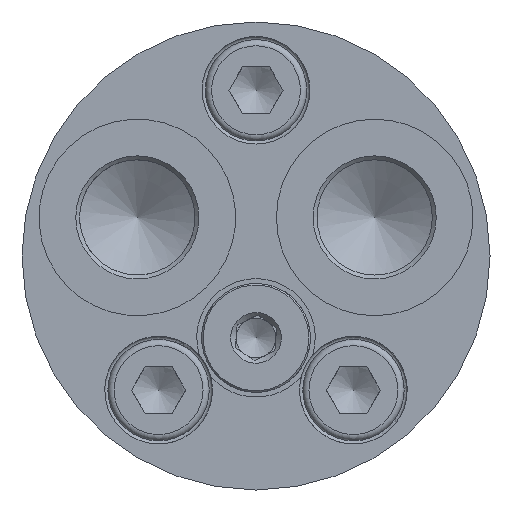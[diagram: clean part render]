
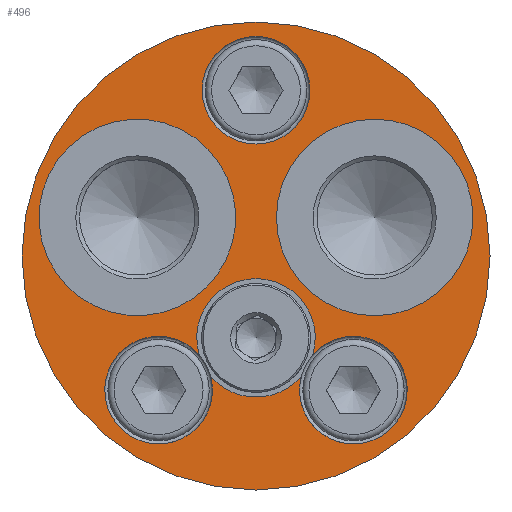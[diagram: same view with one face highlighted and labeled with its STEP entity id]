
A CAD part, front view. The second image highlights one B-rep face of the part: STEP entity #496.
In plain terms, the highlighted planar face has unit normal (0, -1, 0).
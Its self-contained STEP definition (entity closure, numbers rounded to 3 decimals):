
#496=ADVANCED_FACE('',(#877,#878,#879,#880,#751),#665,.T.);
#665=PLANE('',#2655);
#751=FACE_OUTER_BOUND('',#1099,.T.);
#877=FACE_BOUND('',#1095,.T.);
#878=FACE_BOUND('',#1096,.T.);
#879=FACE_BOUND('',#1097,.T.);
#880=FACE_BOUND('',#1098,.T.);
#1095=EDGE_LOOP('',(#1487));
#1096=EDGE_LOOP('',(#1488));
#1097=EDGE_LOOP('',(#1489,#1490,#1491,#1492));
#1098=EDGE_LOOP('',(#1493));
#1099=EDGE_LOOP('',(#1494));
#1487=ORIENTED_EDGE('',*,*,#2214,.T.);
#1488=ORIENTED_EDGE('',*,*,#2215,.T.);
#1489=ORIENTED_EDGE('',*,*,#2216,.T.);
#1490=ORIENTED_EDGE('',*,*,#2217,.T.);
#1491=ORIENTED_EDGE('',*,*,#2218,.T.);
#1492=ORIENTED_EDGE('',*,*,#2219,.T.);
#1493=ORIENTED_EDGE('',*,*,#2220,.T.);
#1494=ORIENTED_EDGE('',*,*,#2212,.F.);
#1961=VERTEX_POINT('',#3893);
#1963=VERTEX_POINT('',#3898);
#1964=VERTEX_POINT('',#3900);
#1965=VERTEX_POINT('',#3902);
#1966=VERTEX_POINT('',#3903);
#1967=VERTEX_POINT('',#3905);
#1968=VERTEX_POINT('',#3907);
#1969=VERTEX_POINT('',#3910);
#2212=EDGE_CURVE('',#1961,#1961,#2453,.T.);
#2214=EDGE_CURVE('',#1963,#1963,#2455,.T.);
#2215=EDGE_CURVE('',#1964,#1964,#2456,.T.);
#2216=EDGE_CURVE('',#1965,#1966,#2457,.T.);
#2217=EDGE_CURVE('',#1966,#1967,#2458,.T.);
#2218=EDGE_CURVE('',#1967,#1968,#2459,.T.);
#2219=EDGE_CURVE('',#1968,#1965,#2460,.T.);
#2220=EDGE_CURVE('',#1969,#1969,#2461,.T.);
#2453=CIRCLE('',#2645,30.);
#2455=CIRCLE('',#2648,12.6);
#2456=CIRCLE('',#2649,12.6);
#2457=CIRCLE('',#2650,7.6);
#2458=CIRCLE('',#2651,6.9);
#2459=CIRCLE('',#2652,7.6);
#2460=CIRCLE('',#2653,6.9);
#2461=CIRCLE('',#2654,6.9);
#2645=AXIS2_PLACEMENT_3D('',#3892,#3086,#3087);
#2648=AXIS2_PLACEMENT_3D('',#3897,#3092,#3093);
#2649=AXIS2_PLACEMENT_3D('',#3899,#3094,#3095);
#2650=AXIS2_PLACEMENT_3D('',#3901,#3096,#3097);
#2651=AXIS2_PLACEMENT_3D('',#3904,#3098,#3099);
#2652=AXIS2_PLACEMENT_3D('',#3906,#3100,#3101);
#2653=AXIS2_PLACEMENT_3D('',#3908,#3102,#3103);
#2654=AXIS2_PLACEMENT_3D('',#3909,#3104,#3105);
#2655=AXIS2_PLACEMENT_3D('',#3911,#3106,#3107);
#3086=DIRECTION('',(0.,1.,0.));
#3087=DIRECTION('',(0.,0.,1.));
#3092=DIRECTION('',(0.,1.,0.));
#3093=DIRECTION('',(-0.588,0.,-0.809));
#3094=DIRECTION('',(0.,1.,0.));
#3095=DIRECTION('',(0.,0.,1.));
#3096=DIRECTION('',(0.,1.,0.));
#3097=DIRECTION('',(0.,0.,1.));
#3098=DIRECTION('',(0.,1.,0.));
#3099=DIRECTION('',(0.588,0.,-0.809));
#3100=DIRECTION('',(0.,1.,0.));
#3101=DIRECTION('',(0.,0.,1.));
#3102=DIRECTION('',(0.,1.,0.));
#3103=DIRECTION('',(-0.588,0.,-0.809));
#3104=DIRECTION('',(0.,1.,0.));
#3105=DIRECTION('',(0.,0.,1.));
#3106=DIRECTION('',(0.,-1.,0.));
#3107=DIRECTION('',(0.,0.,-1.));
#3892=CARTESIAN_POINT('',(0.,0.,0.));
#3893=CARTESIAN_POINT('',(0.,0.,30.));
#3897=CARTESIAN_POINT('',(-15.217,0.,4.944));
#3898=CARTESIAN_POINT('',(-22.623,0.,-5.249));
#3899=CARTESIAN_POINT('',(15.217,0.,4.944));
#3900=CARTESIAN_POINT('',(15.217,0.,17.544));
#3901=CARTESIAN_POINT('',(0.,0.,-10.5));
#3902=CARTESIAN_POINT('',(-7.286,0.,-12.661));
#3903=CARTESIAN_POINT('',(7.286,0.,-12.661));
#3904=CARTESIAN_POINT('',(12.49,0.,-17.192));
#3905=CARTESIAN_POINT('',(5.836,0.,-15.369));
#3906=CARTESIAN_POINT('',(0.,0.,-10.5));
#3907=CARTESIAN_POINT('',(-5.836,0.,-15.369));
#3908=CARTESIAN_POINT('',(-12.49,0.,-17.192));
#3909=CARTESIAN_POINT('',(0.,0.,21.25));
#3910=CARTESIAN_POINT('',(0.,0.,28.15));
#3911=CARTESIAN_POINT('',(0.,0.,0.));
